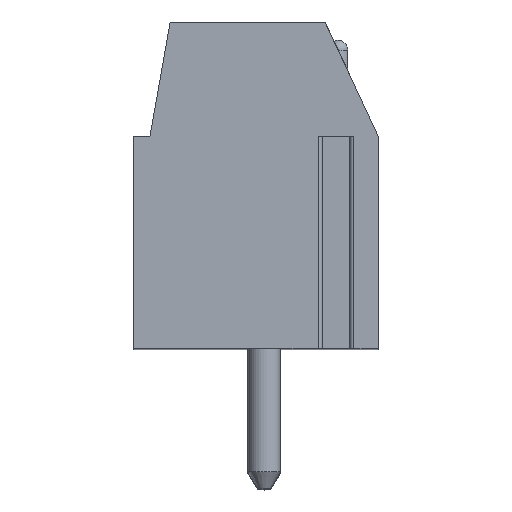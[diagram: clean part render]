
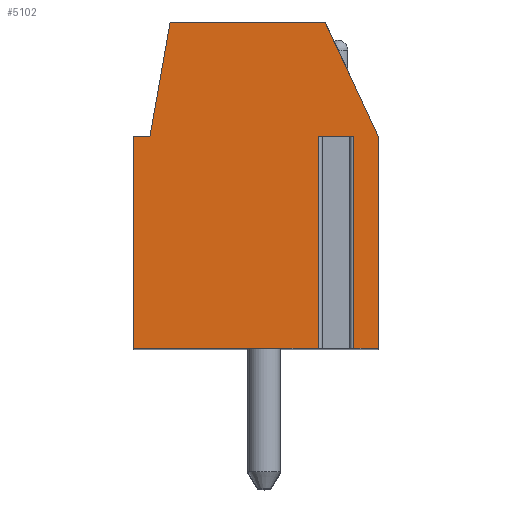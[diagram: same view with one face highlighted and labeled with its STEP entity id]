
A CAD part, top view. The second image highlights one B-rep face of the part: STEP entity #5102.
In plain terms, the highlighted planar face has unit normal (0, 0, 1).
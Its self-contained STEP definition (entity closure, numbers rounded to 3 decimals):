
#13=DIRECTION('',(-1.,0.,0.));
#14=VECTOR('',#13,1.097);
#15=CARTESIAN_POINT('',(2.998,1.5,22.86));
#16=LINE('',#15,#14);
#17=DIRECTION('',(0.,-1.,0.));
#18=VECTOR('',#17,6.5);
#19=CARTESIAN_POINT('',(1.902,1.5,22.86));
#20=LINE('',#19,#18);
#21=DIRECTION('',(1.,0.,0.));
#22=VECTOR('',#21,5.652);
#23=CARTESIAN_POINT('',(-3.75,-5.,22.86));
#24=LINE('',#23,#22);
#25=DIRECTION('',(0.,-1.,0.));
#26=VECTOR('',#25,6.5);
#27=CARTESIAN_POINT('',(-3.75,1.5,22.86));
#28=LINE('',#27,#26);
#29=DIRECTION('',(-1.,0.,0.));
#30=VECTOR('',#29,0.5);
#31=CARTESIAN_POINT('',(-3.25,1.5,22.86));
#32=LINE('',#31,#30);
#33=DIRECTION('',(-0.174,-0.985,0.));
#34=VECTOR('',#33,3.554);
#35=CARTESIAN_POINT('',(-2.633,5.,22.86));
#36=LINE('',#35,#34);
#37=DIRECTION('',(-1.,0.,0.));
#38=VECTOR('',#37,4.751);
#39=CARTESIAN_POINT('',(2.118,5.,22.86));
#40=LINE('',#39,#38);
#41=DIRECTION('',(-0.423,0.906,0.));
#42=VECTOR('',#41,3.862);
#43=CARTESIAN_POINT('',(3.75,1.5,22.86));
#44=LINE('',#43,#42);
#45=DIRECTION('',(0.,1.,0.));
#46=VECTOR('',#45,6.5);
#47=CARTESIAN_POINT('',(3.75,-5.,22.86));
#48=LINE('',#47,#46);
#49=DIRECTION('',(1.,0.,0.));
#50=VECTOR('',#49,0.752);
#51=CARTESIAN_POINT('',(2.998,-5.,22.86));
#52=LINE('',#51,#50);
#53=DIRECTION('',(0.,-1.,0.));
#54=VECTOR('',#53,6.5);
#55=CARTESIAN_POINT('',(2.998,1.5,22.86));
#56=LINE('',#55,#54);
#4043=CARTESIAN_POINT('',(-2.633,5.,22.86));
#4044=CARTESIAN_POINT('',(-3.25,1.5,22.86));
#4045=VERTEX_POINT('',#4043);
#4046=VERTEX_POINT('',#4044);
#4047=CARTESIAN_POINT('',(-3.75,1.5,22.86));
#4048=VERTEX_POINT('',#4047);
#4049=CARTESIAN_POINT('',(-3.75,-5.,22.86));
#4050=VERTEX_POINT('',#4049);
#4051=CARTESIAN_POINT('',(3.75,-5.,22.86));
#4052=CARTESIAN_POINT('',(3.75,1.5,22.86));
#4053=VERTEX_POINT('',#4051);
#4054=VERTEX_POINT('',#4052);
#4055=CARTESIAN_POINT('',(2.118,5.,22.86));
#4056=VERTEX_POINT('',#4055);
#4115=CARTESIAN_POINT('',(2.998,1.5,22.86));
#4116=CARTESIAN_POINT('',(1.902,1.5,22.86));
#4117=VERTEX_POINT('',#4115);
#4118=VERTEX_POINT('',#4116);
#4119=CARTESIAN_POINT('',(1.902,-5.,22.86));
#4120=VERTEX_POINT('',#4119);
#4121=CARTESIAN_POINT('',(2.998,-5.,22.86));
#4122=VERTEX_POINT('',#4121);
#5073=CARTESIAN_POINT('',(0.,0.,22.86));
#5074=DIRECTION('',(0.,0.,1.));
#5075=DIRECTION('',(1.,0.,0.));
#5076=AXIS2_PLACEMENT_3D('',#5073,#5074,#5075);
#5077=PLANE('',#5076);
#5079=ORIENTED_EDGE('',*,*,#5078,.T.);
#5081=ORIENTED_EDGE('',*,*,#5080,.T.);
#5083=ORIENTED_EDGE('',*,*,#5082,.F.);
#5085=ORIENTED_EDGE('',*,*,#5084,.F.);
#5087=ORIENTED_EDGE('',*,*,#5086,.F.);
#5089=ORIENTED_EDGE('',*,*,#5088,.F.);
#5091=ORIENTED_EDGE('',*,*,#5090,.F.);
#5093=ORIENTED_EDGE('',*,*,#5092,.F.);
#5095=ORIENTED_EDGE('',*,*,#5094,.F.);
#5097=ORIENTED_EDGE('',*,*,#5096,.F.);
#5099=ORIENTED_EDGE('',*,*,#5098,.F.);
#5100=EDGE_LOOP('',(#5079,#5081,#5083,#5085,#5087,#5089,#5091,#5093,#5095,#5097,
#5099));
#5101=FACE_OUTER_BOUND('',#5100,.F.);
#5078=EDGE_CURVE('',#4117,#4118,#16,.T.);
#5080=EDGE_CURVE('',#4118,#4120,#20,.T.);
#5082=EDGE_CURVE('',#4050,#4120,#24,.T.);
#5084=EDGE_CURVE('',#4048,#4050,#28,.T.);
#5086=EDGE_CURVE('',#4046,#4048,#32,.T.);
#5088=EDGE_CURVE('',#4045,#4046,#36,.T.);
#5090=EDGE_CURVE('',#4056,#4045,#40,.T.);
#5092=EDGE_CURVE('',#4054,#4056,#44,.T.);
#5094=EDGE_CURVE('',#4053,#4054,#48,.T.);
#5096=EDGE_CURVE('',#4122,#4053,#52,.T.);
#5098=EDGE_CURVE('',#4117,#4122,#56,.T.);
#5102=ADVANCED_FACE('',(#5101),#5077,.T.);
